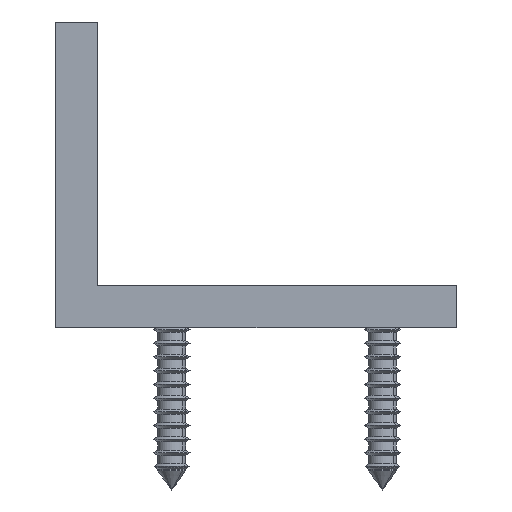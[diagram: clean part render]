
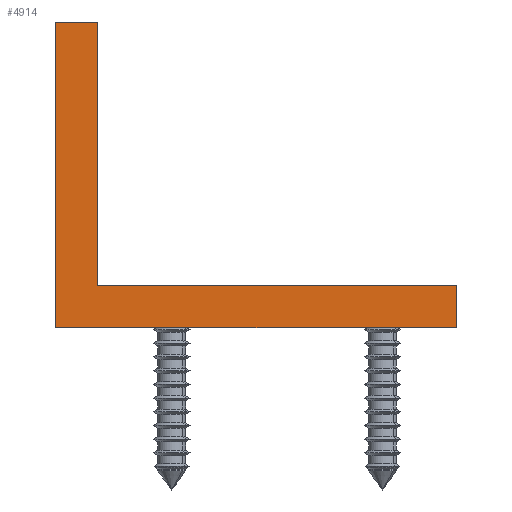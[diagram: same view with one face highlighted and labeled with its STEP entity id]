
A CAD part, left-side view. The second image highlights one B-rep face of the part: STEP entity #4914.
In plain terms, the highlighted planar face has unit normal (-1, 0, 0).
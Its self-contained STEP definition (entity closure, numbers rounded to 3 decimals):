
#70 = DIRECTION ( 'NONE',  ( 0., 0., -1. ) ) ;
#161 = DIRECTION ( 'NONE',  ( 0., 0., -1. ) ) ;
#695 = VECTOR ( 'NONE', #11912, 1000. ) ;
#883 = VECTOR ( 'NONE', #70, 1000. ) ;
#1244 = DIRECTION ( 'NONE',  ( 0., 1., 0. ) ) ;
#1556 = EDGE_CURVE ( 'NONE', #10824, #9006, #12889, .T. ) ;
#2327 = ORIENTED_EDGE ( 'NONE', *, *, #9637, .T. ) ;
#2372 = CARTESIAN_POINT ( 'NONE',  ( -82.5, 4., 4. ) ) ;
#2557 = AXIS2_PLACEMENT_3D ( 'NONE', #7764, #9063, #161 ) ;
#2566 = VECTOR ( 'NONE', #11388, 1000. ) ;
#3559 = CARTESIAN_POINT ( 'NONE',  ( -82.5, 29., 0. ) ) ;
#4497 = EDGE_LOOP ( 'NONE', ( #9447, #2327, #11010, #9884, #6602, #15259 ) ) ;
#4822 = CARTESIAN_POINT ( 'NONE',  ( -82.5, 0., 0. ) ) ;
#4852 = CARTESIAN_POINT ( 'NONE',  ( -82.5, 0., 38. ) ) ;
#4914 = ADVANCED_FACE ( 'NONE', ( #7524 ), #6549, .F. ) ;
#5185 = EDGE_CURVE ( 'NONE', #11928, #10824, #9985, .T. ) ;
#5316 = EDGE_CURVE ( 'NONE', #9006, #11407, #15220, .T. ) ;
#5553 = CARTESIAN_POINT ( 'NONE',  ( -82.5, 29., 0. ) ) ;
#5925 = CARTESIAN_POINT ( 'NONE',  ( -82.5, 4., 38. ) ) ;
#6549 = PLANE ( 'NONE',  #2557 ) ;
#6602 = ORIENTED_EDGE ( 'NONE', *, *, #5185, .T. ) ;
#7211 = LINE ( 'NONE', #13627, #12900 ) ;
#7524 = FACE_OUTER_BOUND ( 'NONE', #4497, .T. ) ;
#7764 = CARTESIAN_POINT ( 'NONE',  ( -82.5, 0., 0. ) ) ;
#7936 = VERTEX_POINT ( 'NONE', #5925 ) ;
#8567 = VECTOR ( 'NONE', #10073, 1000. ) ;
#8656 = LINE ( 'NONE', #2372, #883 ) ;
#9006 = VERTEX_POINT ( 'NONE', #4822 ) ;
#9010 = VERTEX_POINT ( 'NONE', #13544 ) ;
#9063 = DIRECTION ( 'NONE',  ( 1., 0., 0. ) ) ;
#9447 = ORIENTED_EDGE ( 'NONE', *, *, #5316, .T. ) ;
#9637 = EDGE_CURVE ( 'NONE', #11407, #7936, #13637, .T. ) ;
#9884 = ORIENTED_EDGE ( 'NONE', *, *, #10541, .T. ) ;
#9985 = LINE ( 'NONE', #3559, #8567 ) ;
#10073 = DIRECTION ( 'NONE',  ( 0., 0., -1. ) ) ;
#10077 = EDGE_CURVE ( 'NONE', #7936, #9010, #8656, .T. ) ;
#10541 = EDGE_CURVE ( 'NONE', #9010, #11928, #7211, .T. ) ;
#10824 = VERTEX_POINT ( 'NONE', #5553 ) ;
#11010 = ORIENTED_EDGE ( 'NONE', *, *, #10077, .T. ) ;
#11388 = DIRECTION ( 'NONE',  ( 0., 0., 1. ) ) ;
#11407 = VERTEX_POINT ( 'NONE', #4852 ) ;
#11755 = CARTESIAN_POINT ( 'NONE',  ( -82.5, 0., 0. ) ) ;
#11912 = DIRECTION ( 'NONE',  ( 0., -1., 0. ) ) ;
#11928 = VERTEX_POINT ( 'NONE', #13807 ) ;
#12422 = CARTESIAN_POINT ( 'NONE',  ( -82.5, 4., 38. ) ) ;
#12889 = LINE ( 'NONE', #11755, #695 ) ;
#12900 = VECTOR ( 'NONE', #14802, 1000. ) ;
#12933 = CARTESIAN_POINT ( 'NONE',  ( -82.5, 0., 38. ) ) ;
#13126 = VECTOR ( 'NONE', #1244, 1000. ) ;
#13544 = CARTESIAN_POINT ( 'NONE',  ( -82.5, 4., 4. ) ) ;
#13627 = CARTESIAN_POINT ( 'NONE',  ( -82.5, 29., 4. ) ) ;
#13637 = LINE ( 'NONE', #12422, #13126 ) ;
#13807 = CARTESIAN_POINT ( 'NONE',  ( -82.5, 29., 4. ) ) ;
#14802 = DIRECTION ( 'NONE',  ( 0., 1., 0. ) ) ;
#15220 = LINE ( 'NONE', #12933, #2566 ) ;
#15259 = ORIENTED_EDGE ( 'NONE', *, *, #1556, .T. ) ;
